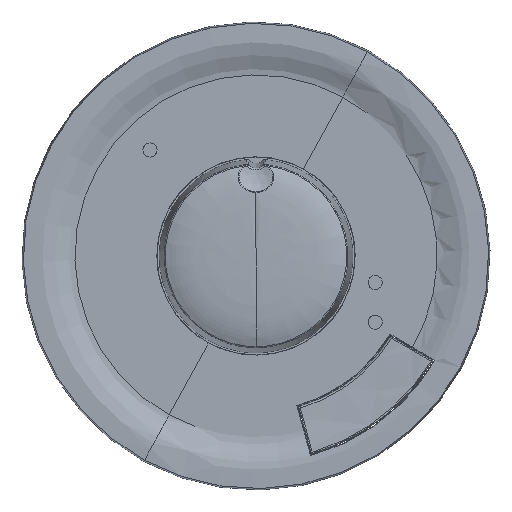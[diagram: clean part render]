
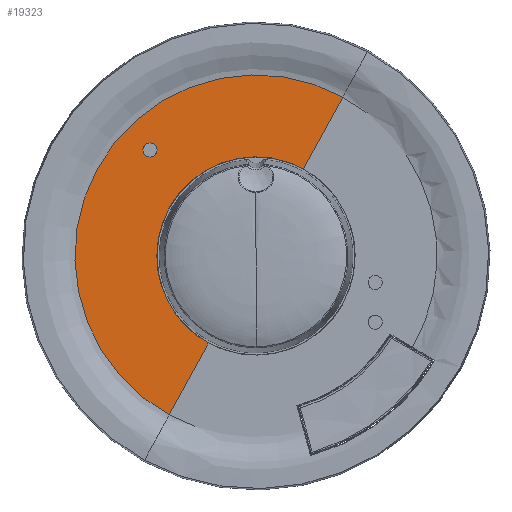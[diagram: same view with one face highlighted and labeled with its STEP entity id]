
A CAD part, top view. The second image highlights one B-rep face of the part: STEP entity #19323.
In plain terms, the highlighted planar face has unit normal (0, 0, 1).
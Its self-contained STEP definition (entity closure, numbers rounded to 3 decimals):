
#17528=AXIS2_PLACEMENT_3D('Circle Axis2P3D',#17526,#17527,$) ;
#17547=AXIS2_PLACEMENT_3D('Circle Axis2P3D',#17545,#17546,$) ;
#17633=AXIS2_PLACEMENT_3D('Circle Axis2P3D',#17631,#17632,$) ;
#19284=AXIS2_PLACEMENT_3D('Plane Axis2P3D',#19281,#19282,#19283) ;
#19302=AXIS2_PLACEMENT_3D('Circle Axis2P3D',#19300,#19301,$) ;
#19309=AXIS2_PLACEMENT_3D('Circle Axis2P3D',#19307,#19308,$) ;
#17523=CARTESIAN_POINT('Vertex',(-11.2,12.,7.5)) ;
#17526=CARTESIAN_POINT('Axis2P3D Location',(-12.,12.,7.5)) ;
#17530=CARTESIAN_POINT('Vertex',(-12.8,12.,7.5)) ;
#17545=CARTESIAN_POINT('Axis2P3D Location',(-12.,12.,7.5)) ;
#17628=CARTESIAN_POINT('Vertex',(-9.828,-17.99,7.5)) ;
#17631=CARTESIAN_POINT('Axis2P3D Location',(0.,0.,7.5)) ;
#17635=CARTESIAN_POINT('Vertex',(9.828,17.99,7.5)) ;
#19281=CARTESIAN_POINT('Axis2P3D Location',(0.,20.5,7.5)) ;
#19286=CARTESIAN_POINT('Line Origine',(7.605,13.921,7.5)) ;
#19290=CARTESIAN_POINT('Vertex',(5.382,9.852,7.5)) ;
#19293=CARTESIAN_POINT('Line Origine',(-7.605,-13.921,7.5)) ;
#19297=CARTESIAN_POINT('Vertex',(-5.382,-9.852,7.5)) ;
#19300=CARTESIAN_POINT('Axis2P3D Location',(0.,0.,7.5)) ;
#19304=CARTESIAN_POINT('Vertex',(-11.226,0.,7.5)) ;
#19307=CARTESIAN_POINT('Axis2P3D Location',(0.,0.,7.5)) ;
#17527=DIRECTION('Axis2P3D Direction',(0.,0.,1.)) ;
#17546=DIRECTION('Axis2P3D Direction',(0.,0.,1.)) ;
#17632=DIRECTION('Axis2P3D Direction',(0.,0.,-1.)) ;
#19282=DIRECTION('Axis2P3D Direction',(0.,0.,1.)) ;
#19283=DIRECTION('Axis2P3D XDirection',(0.,-1.,0.)) ;
#19287=DIRECTION('Vector Direction',(-0.479,-0.878,0.)) ;
#19294=DIRECTION('Vector Direction',(0.479,0.878,0.)) ;
#19301=DIRECTION('Axis2P3D Direction',(0.,0.,1.)) ;
#19308=DIRECTION('Axis2P3D Direction',(0.,0.,1.)) ;
#19288=VECTOR('Line Direction',#19287,1.) ;
#19295=VECTOR('Line Direction',#19294,1.) ;
#19313=ORIENTED_EDGE('',*,*,#19292,.F.) ;
#19314=ORIENTED_EDGE('',*,*,#17637,.F.) ;
#19315=ORIENTED_EDGE('',*,*,#19299,.T.) ;
#19316=ORIENTED_EDGE('',*,*,#19306,.T.) ;
#19317=ORIENTED_EDGE('',*,*,#19311,.T.) ;
#19320=ORIENTED_EDGE('',*,*,#17532,.F.) ;
#19321=ORIENTED_EDGE('',*,*,#17549,.F.) ;
#19322=FACE_BOUND('',#19319,.T.) ;
#19323=ADVANCED_FACE('0043D36.1\\Corps principal',(#19318,#19322),#19285,.T.) ;
#17529=CIRCLE('generated circle',#17528,0.8) ;
#17548=CIRCLE('generated circle',#17547,0.8) ;
#17634=CIRCLE('generated circle',#17633,20.5) ;
#19303=CIRCLE('generated circle',#19302,11.226) ;
#19310=CIRCLE('generated circle',#19309,11.226) ;
#17532=EDGE_CURVE('',#17524,#17531,#17529,.T.) ;
#17549=EDGE_CURVE('',#17531,#17524,#17548,.T.) ;
#17637=EDGE_CURVE('',#17629,#17636,#17634,.T.) ;
#19292=EDGE_CURVE('',#17636,#19291,#19289,.T.) ;
#19299=EDGE_CURVE('',#17629,#19298,#19296,.T.) ;
#19306=EDGE_CURVE('',#19298,#19305,#19303,.F.) ;
#19311=EDGE_CURVE('',#19305,#19291,#19310,.F.) ;
#19312=EDGE_LOOP('',(#19313,#19314,#19315,#19316,#19317)) ;
#19319=EDGE_LOOP('',(#19320,#19321)) ;
#19318=FACE_OUTER_BOUND('',#19312,.T.) ;
#19289=LINE('Line',#19286,#19288) ;
#19296=LINE('Line',#19293,#19295) ;
#19285=PLANE('',#19284) ;
#17524=VERTEX_POINT('',#17523) ;
#17531=VERTEX_POINT('',#17530) ;
#17629=VERTEX_POINT('',#17628) ;
#17636=VERTEX_POINT('',#17635) ;
#19291=VERTEX_POINT('',#19290) ;
#19298=VERTEX_POINT('',#19297) ;
#19305=VERTEX_POINT('',#19304) ;
